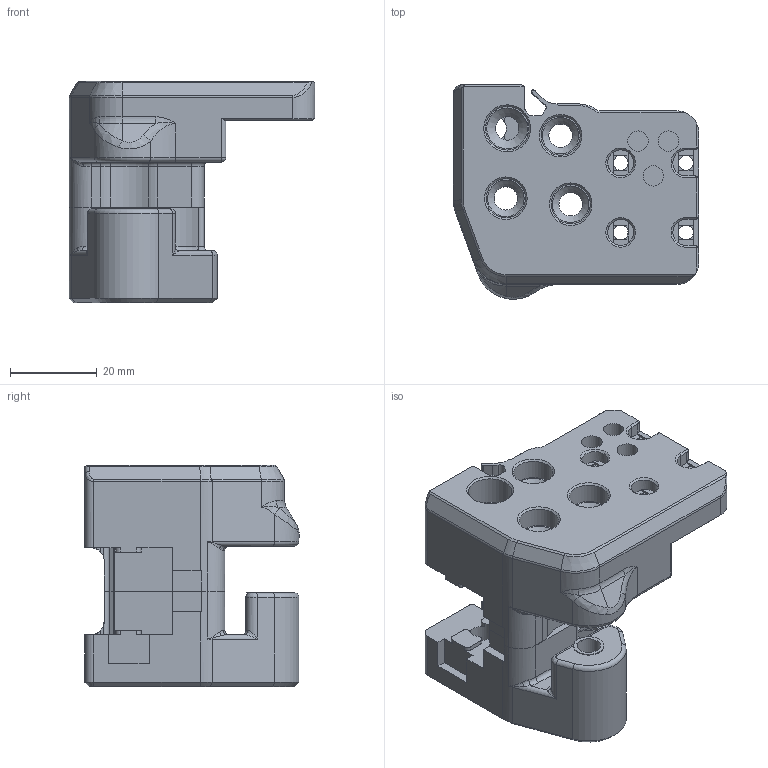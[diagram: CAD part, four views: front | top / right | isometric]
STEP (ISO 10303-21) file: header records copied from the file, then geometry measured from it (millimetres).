
FILE_DESCRIPTION(/* description */ (''),/* implementation_level */ '2;1');
FILE_NAME(/* name */ 'xy_joint_right.step',/* time_stamp */ '2021-01-31T11:41:33+10:00',/* author */ (''),/* organization */ (''),/* preprocessor_version */ 'ST-DEVELOPER v18.1',/* originating_system */ 'Autodesk Translation Framework v9.7.1.1290',/* authorisation */ '');
FILE_SCHEMA (('AUTOMOTIVE_DESIGN { 1 0 10303 214 3 1 1 }'));
Length unit declared in the file: millimetre
Products named in the file (4): Eddies V1.8 Master Model; Gantry; X Axis; New XY Joints M3x8mm Chamfer
Assembly tree (3 placements, depth 4):
  Eddies V1.8 Master Model
    Gantry
      X Axis
        New XY Joints M3x8mm Chamfer
Bounding box: 56.45 x 49.25 x 51 mm (x, y, z)
Volume: 54124.3 mm3; surface area: 19486.4 mm2
Topology: 2 solids, 2 shells, 413 faces, 1063 edges, 657 vertices
Faces by surface type: plane 206, cylinder 124, cone 32, bspline 29, torus 21, sphere 1
Full cylindrical faces by diameter (mm): 3.4 x4, 4.6 x1, 4.7 x4, 5.4 x10, 6 x2, 6.1 x1, 7 x2, 9 x3, 10 x2
Entity records: 13477 total; most frequent: CARTESIAN_POINT 3144, DIRECTION 2145, ORIENTED_EDGE 2114, EDGE_CURVE 1057, AXIS2_PLACEMENT_3D 762, VERTEX_POINT 657, LINE 621, VECTOR 621
